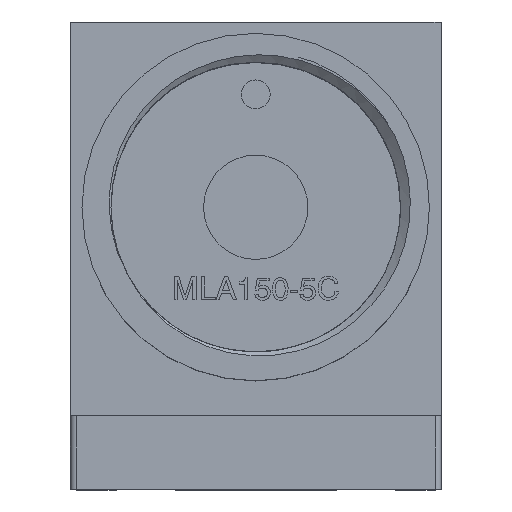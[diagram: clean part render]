
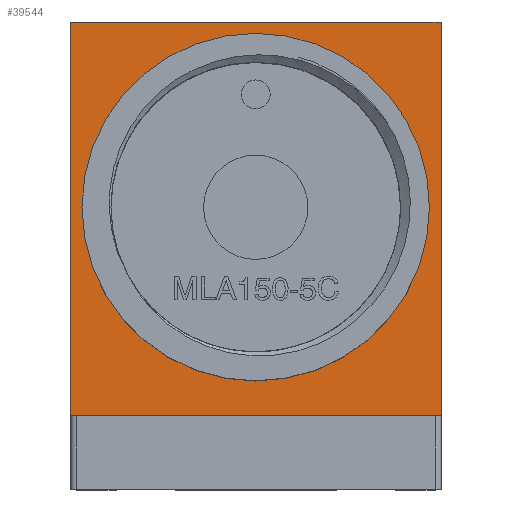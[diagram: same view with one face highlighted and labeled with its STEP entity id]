
A CAD part, top view. The second image highlights one B-rep face of the part: STEP entity #39544.
In plain terms, the highlighted planar face has unit normal (0, 0, 1).
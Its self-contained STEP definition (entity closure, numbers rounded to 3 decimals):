
#3270 = CARTESIAN_POINT ( 'NONE',  ( 31., 18., 0. ) ) ;
#4191 = VERTEX_POINT ( 'NONE', #3270 ) ;
#4538 = EDGE_CURVE ( 'NONE', #11096, #19164, #17628, .T. ) ;
#4656 = VECTOR ( 'NONE', #7384, 1000. ) ;
#6762 = VECTOR ( 'NONE', #37029, 1000. ) ;
#7384 = DIRECTION ( 'NONE',  ( 0., -1., 0. ) ) ;
#8157 = ORIENTED_EDGE ( 'NONE', *, *, #4538, .T. ) ;
#8292 = EDGE_CURVE ( 'NONE', #18325, #32999, #24766, .T. ) ;
#9744 = CARTESIAN_POINT ( 'NONE',  ( 0., 34., 0. ) ) ;
#11096 = VERTEX_POINT ( 'NONE', #23648 ) ;
#11104 = EDGE_CURVE ( 'NONE', #32999, #19164, #48108, .T. ) ;
#11951 = CARTESIAN_POINT ( 'NONE',  ( 32., 0., 0. ) ) ;
#13862 = DIRECTION ( 'NONE',  ( -1., 0., 0. ) ) ;
#15969 = AXIS2_PLACEMENT_3D ( 'NONE', #9744, #38361, #13862 ) ;
#16371 = DIRECTION ( 'NONE',  ( 0., 0., 1. ) ) ;
#17628 = LINE ( 'NONE', #28816, #6762 ) ;
#17771 = PLANE ( 'NONE',  #15969 ) ;
#18163 = EDGE_CURVE ( 'NONE', #18325, #11096, #43015, .T. ) ;
#18325 = VERTEX_POINT ( 'NONE', #52082 ) ;
#18951 = DIRECTION ( 'NONE',  ( 0., 0., 1. ) ) ;
#19164 = VERTEX_POINT ( 'NONE', #11951 ) ;
#22927 = ORIENTED_EDGE ( 'NONE', *, *, #18163, .T. ) ;
#23428 = EDGE_CURVE ( 'NONE', #36266, #4191, #49974, .T. ) ;
#23648 = CARTESIAN_POINT ( 'NONE',  ( 0., 0., 0. ) ) ;
#24766 = LINE ( 'NONE', #47860, #33051 ) ;
#28816 = CARTESIAN_POINT ( 'NONE',  ( 0., 0., 0. ) ) ;
#30764 = ORIENTED_EDGE ( 'NONE', *, *, #11104, .F. ) ;
#30891 = EDGE_LOOP ( 'NONE', ( #45210, #32792 ) ) ;
#32151 = VECTOR ( 'NONE', #49808, 1000. ) ;
#32792 = ORIENTED_EDGE ( 'NONE', *, *, #37872, .F. ) ;
#32999 = VERTEX_POINT ( 'NONE', #41526 ) ;
#33051 = VECTOR ( 'NONE', #43776, 1000. ) ;
#34911 = CARTESIAN_POINT ( 'NONE',  ( 1., 18., 0. ) ) ;
#35183 = ORIENTED_EDGE ( 'NONE', *, *, #8292, .F. ) ;
#36266 = VERTEX_POINT ( 'NONE', #34911 ) ;
#37029 = DIRECTION ( 'NONE',  ( 1., 0., 0. ) ) ;
#37212 = EDGE_LOOP ( 'NONE', ( #8157, #30764, #35183, #22927 ) ) ;
#37872 = EDGE_CURVE ( 'NONE', #4191, #36266, #38480, .T. ) ;
#38361 = DIRECTION ( 'NONE',  ( 0., 0., -1. ) ) ;
#38480 = CIRCLE ( 'NONE', #48427, 15. ) ;
#39544 = ADVANCED_FACE ( 'NONE', ( #49158, #47871 ), #17771, .F. ) ;
#40872 = CARTESIAN_POINT ( 'NONE',  ( 16., 18., 0. ) ) ;
#41526 = CARTESIAN_POINT ( 'NONE',  ( 32., 34., 0. ) ) ;
#43015 = LINE ( 'NONE', #45709, #32151 ) ;
#43462 = CARTESIAN_POINT ( 'NONE',  ( 16., 18., 0. ) ) ;
#43776 = DIRECTION ( 'NONE',  ( 1., 0., 0. ) ) ;
#44968 = DIRECTION ( 'NONE',  ( -1., 0., 0. ) ) ;
#45210 = ORIENTED_EDGE ( 'NONE', *, *, #23428, .F. ) ;
#45709 = CARTESIAN_POINT ( 'NONE',  ( 0., 34., 0. ) ) ;
#46421 = AXIS2_PLACEMENT_3D ( 'NONE', #40872, #16371, #44968 ) ;
#47554 = DIRECTION ( 'NONE',  ( -1., 0., 0. ) ) ;
#47860 = CARTESIAN_POINT ( 'NONE',  ( 0., 34., 0. ) ) ;
#47871 = FACE_BOUND ( 'NONE', #30891, .T. ) ;
#48098 = CARTESIAN_POINT ( 'NONE',  ( 32., 34., 0. ) ) ;
#48108 = LINE ( 'NONE', #48098, #4656 ) ;
#48427 = AXIS2_PLACEMENT_3D ( 'NONE', #43462, #18951, #47554 ) ;
#49158 = FACE_OUTER_BOUND ( 'NONE', #37212, .T. ) ;
#49808 = DIRECTION ( 'NONE',  ( 0., -1., 0. ) ) ;
#49974 = CIRCLE ( 'NONE', #46421, 15. ) ;
#52082 = CARTESIAN_POINT ( 'NONE',  ( 0., 34., 0. ) ) ;
